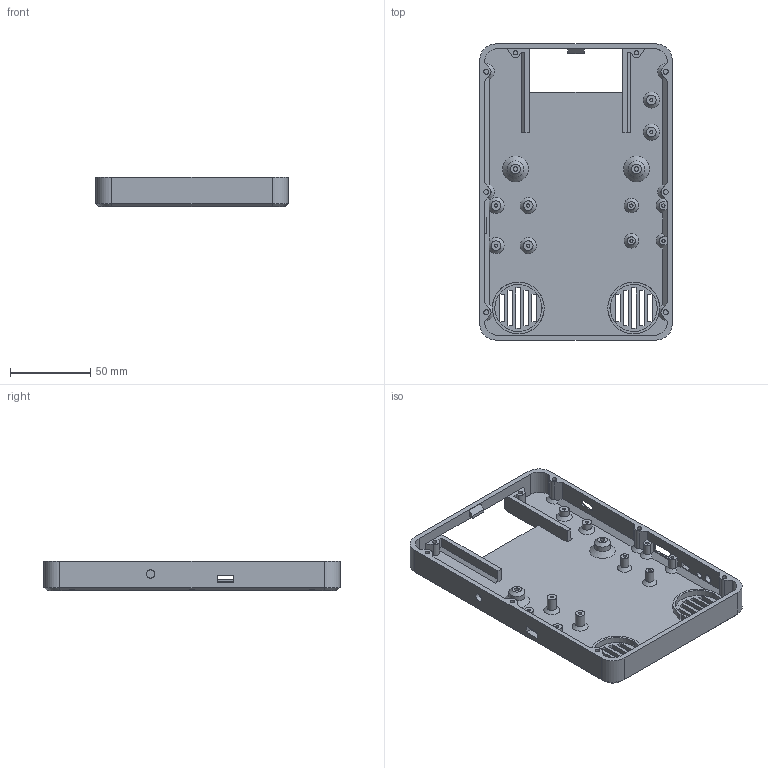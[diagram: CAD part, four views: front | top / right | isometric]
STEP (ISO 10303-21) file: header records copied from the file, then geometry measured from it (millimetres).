
FILE_DESCRIPTION(/* description */ (''),/* implementation_level */ '2;1');
FILE_NAME(/* name */ 'gameboy_xl_case_bottom.step',/* time_stamp */ '2023-06-01T18:59:37-05:00',/* author */ (''),/* organization */ (''),/* preprocessor_version */ 'ST-DEVELOPER v19.2',/* originating_system */ 'Autodesk Translation Framework v12.4.0.73',/* authorisation */ '');
FILE_SCHEMA (('AUTOMOTIVE_DESIGN { 1 0 10303 214 3 1 1 }'));
Length unit declared in the file: millimetre
Products named in the file (1): xl_w_controls_bottom
Bounding box: 120 x 184.75 x 18.5 mm (x, y, z)
Volume: 94211.3 mm3; surface area: 65940.2 mm2
Topology: 1 solids, 1 shells, 311 faces, 771 edges, 488 vertices
Faces by surface type: plane 218, cylinder 65, cone 28
Full cylindrical faces by diameter (mm): 2 x10, 2.8 x4, 3 x6, 4 x1, 5 x2, 5.1 x2, 6 x12, 10 x2
Entity records: 9190 total; most frequent: CARTESIAN_POINT 1654, ORIENTED_EDGE 1542, DIRECTION 1539, EDGE_CURVE 771, LINE 561, VECTOR 561, AXIS2_PLACEMENT_3D 489, VERTEX_POINT 488
